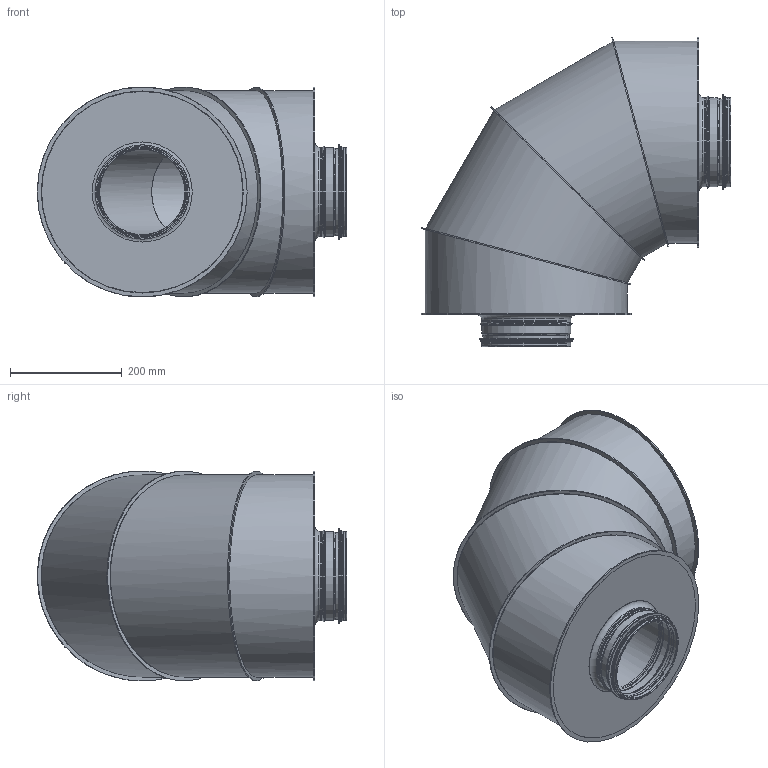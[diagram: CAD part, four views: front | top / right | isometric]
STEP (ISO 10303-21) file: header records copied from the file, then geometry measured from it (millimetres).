
FILE_DESCRIPTION(/* description */ ('Vinkel Ljuddämpare Ø160'),/* implementation_level */ '2;1');
FILE_NAME(/* name */ 'LP10005.stp',/* time_stamp */ '2016-11-28T03:52:43-08:00',/* author */ ('CAD'),/* organization */ (''),/* preprocessor_version */ 'ST-DEVELOPER v16.5',/* originating_system */ 'Autodesk Inventor 2017',/* authorisation */ '');
FILE_SCHEMA (('AUTOMOTIVE_DESIGN { 1 0 10303 214 3 1 1 }'));
Length unit declared in the file: millimetre
Products named in the file (1): HTFV-160
Bounding box: 553.5 x 553.5 x 375.4 mm (x, y, z)
Volume: 871516.1 mm3; surface area: 2270740.9 mm2
Topology: 3 solids, 9 shells, 178 faces, 358 edges, 198 vertices
Faces by surface type: torus 50, cylinder 48, bspline 34, plane 24, cone 22
Full cylindrical faces by diameter (mm): 152.4 x2, 153.8 x2, 153.9 x2, 157 x4, 157.5 x6, 157.6 x4, 158.4 x6, 159 x6, 163.9 x2, 168.9 x2, 360 x4, 361.4 x4, 375.4 x2
Entity records: 5844 total; most frequent: CARTESIAN_POINT 2727, DIRECTION 677, ORIENTED_EDGE 460, AXIS2_PLACEMENT_3D 326, EDGE_LOOP 318, EDGE_CURVE 218, VERTEX_POINT 178, FACE_OUTER_BOUND 176
